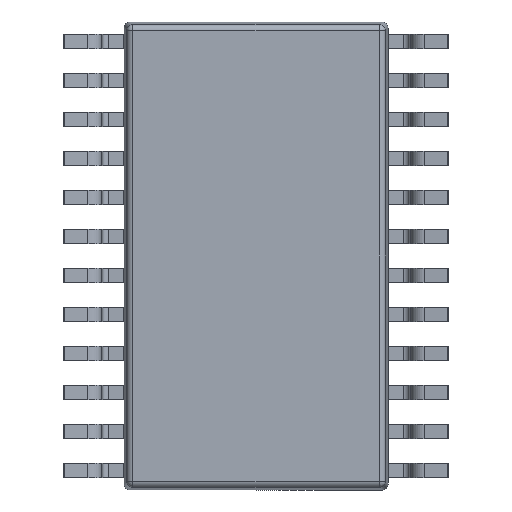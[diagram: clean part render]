
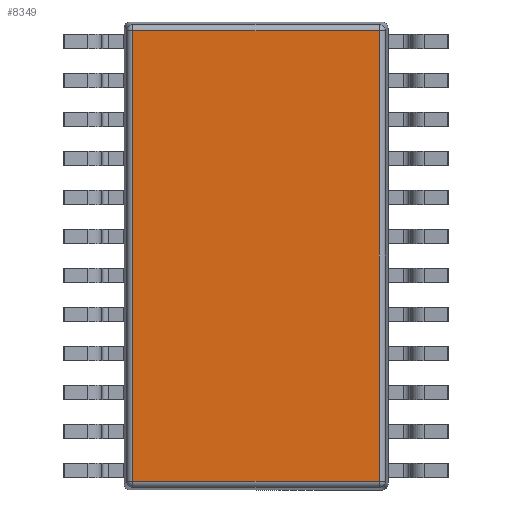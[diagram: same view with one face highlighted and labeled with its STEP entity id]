
A CAD part, front view. The second image highlights one B-rep face of the part: STEP entity #8349.
In plain terms, the highlighted planar face has unit normal (0, -1, 0).
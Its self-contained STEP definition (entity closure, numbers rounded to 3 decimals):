
#349 = CARTESIAN_POINT ( 'NONE',  ( -2.056, 0.15, -3.756 ) ) ;
#844 = ORIENTED_EDGE ( 'NONE', *, *, #937, .T. ) ;
#937 = EDGE_CURVE ( 'NONE', #9615, #2650, #4333, .T. ) ;
#2570 = EDGE_CURVE ( 'NONE', #11715, #9615, #5224, .T. ) ;
#2650 = VERTEX_POINT ( 'NONE', #8824 ) ;
#4101 = CARTESIAN_POINT ( 'NONE',  ( 2.145, 0.15, -3.756 ) ) ;
#4146 = CARTESIAN_POINT ( 'NONE',  ( 2.056, 0.15, 3.756 ) ) ;
#4223 = EDGE_CURVE ( 'NONE', #2650, #5977, #4344, .T. ) ;
#4333 = LINE ( 'NONE', #4101, #6607 ) ;
#4344 = LINE ( 'NONE', #8031, #11600 ) ;
#4410 = DIRECTION ( 'NONE',  ( -1., 0., 0. ) ) ;
#4452 = PLANE ( 'NONE',  #8130 ) ;
#4903 = ORIENTED_EDGE ( 'NONE', *, *, #2570, .T. ) ;
#5224 = LINE ( 'NONE', #7998, #9333 ) ;
#5616 = CARTESIAN_POINT ( 'NONE',  ( -2.056, 0.15, 3.756 ) ) ;
#5977 = VERTEX_POINT ( 'NONE', #4146 ) ;
#6100 = ORIENTED_EDGE ( 'NONE', *, *, #4223, .T. ) ;
#6607 = VECTOR ( 'NONE', #10589, 1000. ) ;
#7114 = DIRECTION ( 'NONE',  ( 0., -1., 0. ) ) ;
#7998 = CARTESIAN_POINT ( 'NONE',  ( -2.056, 0.15, -3.845 ) ) ;
#8031 = CARTESIAN_POINT ( 'NONE',  ( 2.056, 0.15, 3.845 ) ) ;
#8130 = AXIS2_PLACEMENT_3D ( 'NONE', #9871, #7114, #9934 ) ;
#8343 = EDGE_LOOP ( 'NONE', ( #8960, #4903, #844, #6100 ) ) ;
#8349 = ADVANCED_FACE ( 'NONE', ( #10048 ), #4452, .T. ) ;
#8824 = CARTESIAN_POINT ( 'NONE',  ( 2.056, 0.15, -3.756 ) ) ;
#8960 = ORIENTED_EDGE ( 'NONE', *, *, #9096, .T. ) ;
#9096 = EDGE_CURVE ( 'NONE', #5977, #11715, #10068, .T. ) ;
#9333 = VECTOR ( 'NONE', #10563, 1000. ) ;
#9615 = VERTEX_POINT ( 'NONE', #349 ) ;
#9871 = CARTESIAN_POINT ( 'NONE',  ( 0., 0.15, 0. ) ) ;
#9934 = DIRECTION ( 'NONE',  ( 0., 0., -1. ) ) ;
#10048 = FACE_OUTER_BOUND ( 'NONE', #8343, .T. ) ;
#10068 = LINE ( 'NONE', #11742, #10965 ) ;
#10563 = DIRECTION ( 'NONE',  ( 0., 0., -1. ) ) ;
#10589 = DIRECTION ( 'NONE',  ( 1., 0., 0. ) ) ;
#10965 = VECTOR ( 'NONE', #4410, 1000. ) ;
#11600 = VECTOR ( 'NONE', #11666, 1000. ) ;
#11666 = DIRECTION ( 'NONE',  ( 0., 0., 1. ) ) ;
#11715 = VERTEX_POINT ( 'NONE', #5616 ) ;
#11742 = CARTESIAN_POINT ( 'NONE',  ( -2.145, 0.15, 3.756 ) ) ;
